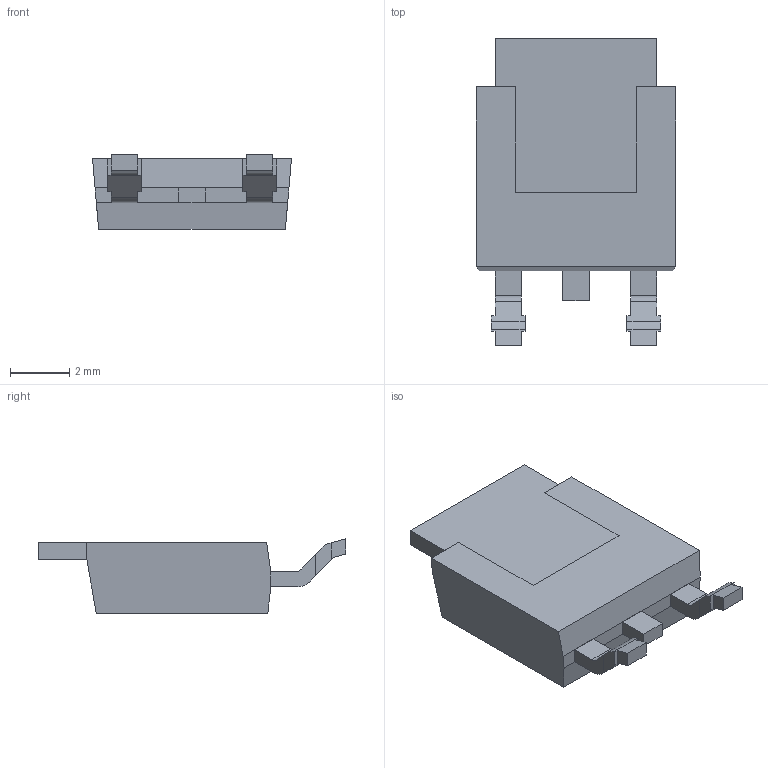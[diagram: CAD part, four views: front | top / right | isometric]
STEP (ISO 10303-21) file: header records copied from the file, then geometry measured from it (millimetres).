
FILE_DESCRIPTION (( 'STEP AP214' ), '1' );
FILE_NAME ('ZXMP7A17KTC.STEP', '2022-08-08T10:42:03', ( '' ), ( '' ), 'SwSTEP 2.0', 'SolidWorks 2018', '' );
FILE_SCHEMA (( 'AUTOMOTIVE_DESIGN' ));
Length unit declared in the file: millimetre
Products named in the file (1): ZXMP7A17KTC
Bounding box: 6.73 x 10.41 x 2.52 mm (x, y, z)
Volume: 102.9 mm3; surface area: 225.2 mm2
Topology: 5 solids, 5 shells, 74 faces, 186 edges, 122 vertices
Faces by surface type: plane 66, cylinder 8
Entity records: 3051 total; most frequent: CARTESIAN_POINT 383, ORIENTED_EDGE 372, DIRECTION 352, EDGE_CURVE 186, VECTOR 170, LINE 170, VERTEX_POINT 122, AXIS2_PLACEMENT_3D 91
